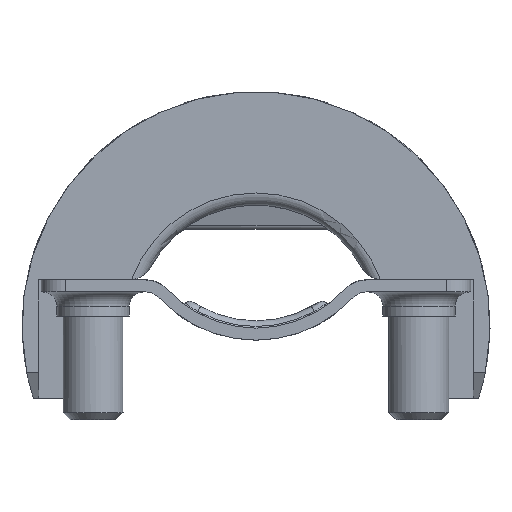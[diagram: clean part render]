
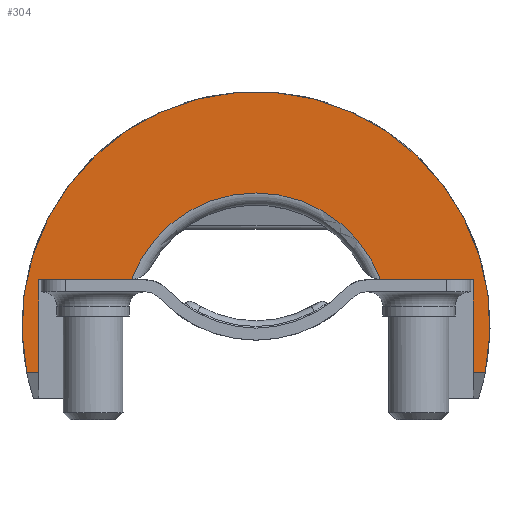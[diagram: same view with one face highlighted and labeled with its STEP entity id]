
A CAD part, left-side view. The second image highlights one B-rep face of the part: STEP entity #304.
In plain terms, the highlighted planar face has unit normal (-1, 0, 0).
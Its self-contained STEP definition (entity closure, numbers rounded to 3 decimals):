
#180=FACE_OUTER_BOUND('',#951,.T.);
#304=ADVANCED_FACE('',(#180),#452,.T.);
#452=PLANE('',#2624);
#527=LINE('',#3612,#707);
#541=LINE('',#3651,#721);
#564=LINE('',#3863,#744);
#565=LINE('',#3865,#745);
#566=LINE('',#3869,#746);
#567=LINE('',#3871,#747);
#707=VECTOR('',#2880,1.);
#721=VECTOR('',#2906,1.);
#744=VECTOR('',#2967,1.);
#745=VECTOR('',#2968,1.);
#746=VECTOR('',#2971,1.);
#747=VECTOR('',#2972,1.);
#951=EDGE_LOOP('',(#1193,#1194,#1195,#1196,#1197,#1198,#1199,#1200,#1201,
#1202));
#1193=ORIENTED_EDGE('',*,*,#2107,.F.);
#1194=ORIENTED_EDGE('',*,*,#2169,.T.);
#1195=ORIENTED_EDGE('',*,*,#2170,.T.);
#1196=ORIENTED_EDGE('',*,*,#2171,.T.);
#1197=ORIENTED_EDGE('',*,*,#2126,.F.);
#1198=ORIENTED_EDGE('',*,*,#2172,.T.);
#1199=ORIENTED_EDGE('',*,*,#2173,.T.);
#1200=ORIENTED_EDGE('',*,*,#2174,.F.);
#1201=ORIENTED_EDGE('',*,*,#2175,.T.);
#1202=ORIENTED_EDGE('',*,*,#2176,.F.);
#1865=VERTEX_POINT('',#3611);
#1866=VERTEX_POINT('',#3613);
#1884=VERTEX_POINT('',#3650);
#1885=VERTEX_POINT('',#3652);
#1925=VERTEX_POINT('',#3859);
#1926=VERTEX_POINT('',#3861);
#1927=VERTEX_POINT('',#3864);
#1928=VERTEX_POINT('',#3866);
#1929=VERTEX_POINT('',#3868);
#1930=VERTEX_POINT('',#3870);
#2107=EDGE_CURVE('',#1865,#1866,#527,.T.);
#2126=EDGE_CURVE('',#1884,#1885,#541,.T.);
#2169=EDGE_CURVE('',#1865,#1925,#2484,.T.);
#2170=EDGE_CURVE('',#1925,#1926,#2485,.T.);
#2171=EDGE_CURVE('',#1926,#1885,#2486,.T.);
#2172=EDGE_CURVE('',#1884,#1927,#564,.T.);
#2173=EDGE_CURVE('',#1927,#1928,#565,.T.);
#2174=EDGE_CURVE('',#1929,#1928,#2487,.T.);
#2175=EDGE_CURVE('',#1929,#1930,#566,.T.);
#2176=EDGE_CURVE('',#1866,#1930,#567,.T.);
#2484=CIRCLE('',#2620,1.);
#2485=CIRCLE('',#2621,5.5);
#2486=CIRCLE('',#2622,1.);
#2487=CIRCLE('',#2623,9.7);
#2620=AXIS2_PLACEMENT_3D('',#3858,#2961,#2962);
#2621=AXIS2_PLACEMENT_3D('',#3860,#2963,#2964);
#2622=AXIS2_PLACEMENT_3D('',#3862,#2965,#2966);
#2623=AXIS2_PLACEMENT_3D('',#3867,#2969,#2970);
#2624=AXIS2_PLACEMENT_3D('',#3872,#2973,#2974);
#2880=DIRECTION('',(0.,1.,0.));
#2906=DIRECTION('',(0.,1.,0.));
#2961=DIRECTION('',(-1.,0.,0.));
#2962=DIRECTION('',(0.,0.,1.));
#2963=DIRECTION('',(1.,0.,0.));
#2964=DIRECTION('',(0.,0.,1.));
#2965=DIRECTION('',(-1.,0.,0.));
#2966=DIRECTION('',(0.,0.,1.));
#2967=DIRECTION('',(0.,0.,-1.));
#2968=DIRECTION('',(0.,-1.,0.));
#2969=DIRECTION('',(1.,0.,0.));
#2970=DIRECTION('',(0.,0.,-1.));
#2971=DIRECTION('',(0.,-1.,0.));
#2972=DIRECTION('',(0.,0.,-1.));
#2973=DIRECTION('',(-1.,0.,0.));
#2974=DIRECTION('',(0.,0.,1.));
#3611=CARTESIAN_POINT('',(-7.757,5.253,1.9));
#3612=CARTESIAN_POINT('',(-7.757,-9.,1.9));
#3613=CARTESIAN_POINT('',(-7.757,9.,1.9));
#3650=CARTESIAN_POINT('',(-7.757,-9.,1.9));
#3651=CARTESIAN_POINT('',(-7.757,-9.,1.9));
#3652=CARTESIAN_POINT('',(-7.757,-5.253,1.9));
#3858=CARTESIAN_POINT('',(-7.757,5.253,2.9));
#3859=CARTESIAN_POINT('',(-7.757,5.16,1.904));
#3860=CARTESIAN_POINT('',(-7.757,0.,0.));
#3861=CARTESIAN_POINT('',(-7.757,-5.16,1.904));
#3862=CARTESIAN_POINT('',(-7.757,-5.253,2.9));
#3863=CARTESIAN_POINT('',(-7.757,-9.,1.9));
#3864=CARTESIAN_POINT('',(-7.757,-9.,-1.942));
#3865=CARTESIAN_POINT('',(-7.757,-9.224,-1.942));
#3866=CARTESIAN_POINT('',(-7.757,-9.504,-1.942));
#3867=CARTESIAN_POINT('',(-7.757,0.,0.));
#3868=CARTESIAN_POINT('',(-7.757,9.504,-1.942));
#3869=CARTESIAN_POINT('',(-7.757,9.,-1.942));
#3870=CARTESIAN_POINT('',(-7.757,9.,-1.942));
#3871=CARTESIAN_POINT('',(-7.757,9.,1.9));
#3872=CARTESIAN_POINT('',(-7.757,0.,0.));
